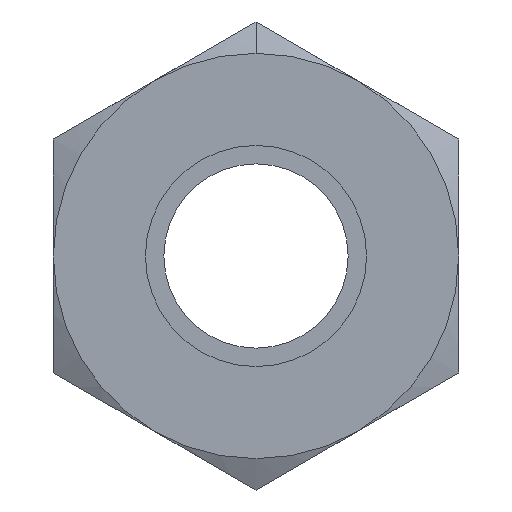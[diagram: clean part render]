
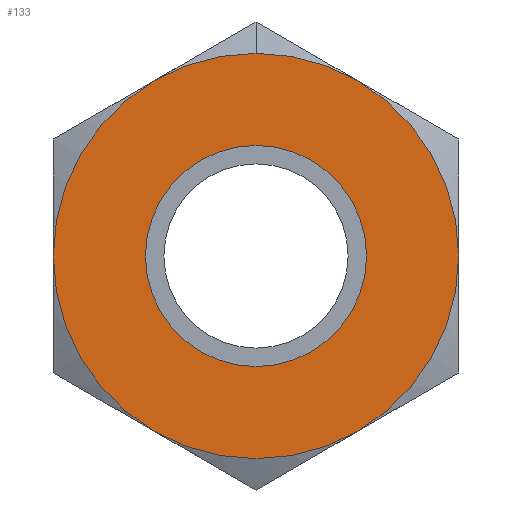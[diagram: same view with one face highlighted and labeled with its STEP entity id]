
A CAD part, front view. The second image highlights one B-rep face of the part: STEP entity #133.
In plain terms, the highlighted planar face has unit normal (0, -1, 0).
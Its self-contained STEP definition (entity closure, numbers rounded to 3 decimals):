
#14 = CARTESIAN_POINT ( 'NONE',  ( 0., 0., 1.5 ) ) ;
#61 = CIRCLE ( 'NONE', #761, 1.5 ) ;
#66 = EDGE_CURVE ( 'NONE', #451, #755, #147, .T. ) ;
#83 = AXIS2_PLACEMENT_3D ( 'NONE', #375, #986, #844 ) ;
#130 = AXIS2_PLACEMENT_3D ( 'NONE', #936, #928, #923 ) ;
#133 = ADVANCED_FACE ( 'NONE', ( #148, #141 ), #621, .F. ) ;
#141 = FACE_BOUND ( 'NONE', #438, .T. ) ;
#147 = CIRCLE ( 'NONE', #718, 2.75 ) ;
#148 = FACE_OUTER_BOUND ( 'NONE', #277, .T. ) ;
#152 = CIRCLE ( 'NONE', #83, 2.75 ) ;
#155 = CIRCLE ( 'NONE', #280, 2.75 ) ;
#181 = CIRCLE ( 'NONE', #887, 2.75 ) ;
#253 = CARTESIAN_POINT ( 'NONE',  ( 1.375, 0., 2.382 ) ) ;
#267 = VERTEX_POINT ( 'NONE', #585 ) ;
#277 = EDGE_LOOP ( 'NONE', ( #973, #398, #288, #852, #767, #330, #924 ) ) ;
#280 = AXIS2_PLACEMENT_3D ( 'NONE', #436, #441, #424 ) ;
#288 = ORIENTED_EDGE ( 'NONE', *, *, #839, .T. ) ;
#312 = CIRCLE ( 'NONE', #545, 2.75 ) ;
#330 = ORIENTED_EDGE ( 'NONE', *, *, #66, .T. ) ;
#333 = CARTESIAN_POINT ( 'NONE',  ( -2.75, 0., 0. ) ) ;
#350 = ORIENTED_EDGE ( 'NONE', *, *, #927, .F. ) ;
#375 = CARTESIAN_POINT ( 'NONE',  ( 0., 0., 0. ) ) ;
#376 = VERTEX_POINT ( 'NONE', #333 ) ;
#398 = ORIENTED_EDGE ( 'NONE', *, *, #652, .T. ) ;
#424 = DIRECTION ( 'NONE',  ( 0., 0., 1. ) ) ;
#436 = CARTESIAN_POINT ( 'NONE',  ( 0., 0., 0. ) ) ;
#438 = EDGE_LOOP ( 'NONE', ( #705, #350 ) ) ;
#441 = DIRECTION ( 'NONE',  ( 0., -1., 0. ) ) ;
#451 = VERTEX_POINT ( 'NONE', #253 ) ;
#457 = AXIS2_PLACEMENT_3D ( 'NONE', #889, #841, #957 ) ;
#515 = CARTESIAN_POINT ( 'NONE',  ( 0., 0., -1.5 ) ) ;
#522 = CARTESIAN_POINT ( 'NONE',  ( -1.5, 0., 0. ) ) ;
#545 = AXIS2_PLACEMENT_3D ( 'NONE', #902, #900, #884 ) ;
#557 = AXIS2_PLACEMENT_3D ( 'NONE', #522, #559, #558 ) ;
#558 = DIRECTION ( 'NONE',  ( 0., 0., 1. ) ) ;
#559 = DIRECTION ( 'NONE',  ( 0., 1., 0. ) ) ;
#580 = CARTESIAN_POINT ( 'NONE',  ( -1.375, 0., 2.382 ) ) ;
#585 = CARTESIAN_POINT ( 'NONE',  ( -1.375, 0., -2.382 ) ) ;
#596 = CIRCLE ( 'NONE', #130, 1.5 ) ;
#599 = DIRECTION ( 'NONE',  ( 0., 0., 1. ) ) ;
#619 = DIRECTION ( 'NONE',  ( 0., -1., 0. ) ) ;
#620 = DIRECTION ( 'NONE',  ( 0., 0., 1. ) ) ;
#621 = PLANE ( 'NONE',  #557 ) ;
#624 = CARTESIAN_POINT ( 'NONE',  ( 0., 0., 0. ) ) ;
#635 = CARTESIAN_POINT ( 'NONE',  ( 1.375, 0., -2.382 ) ) ;
#636 = VERTEX_POINT ( 'NONE', #14 ) ;
#638 = EDGE_CURVE ( 'NONE', #755, #965, #934, .T. ) ;
#652 = EDGE_CURVE ( 'NONE', #376, #267, #181, .T. ) ;
#659 = DIRECTION ( 'NONE',  ( 0., 0., -1. ) ) ;
#664 = DIRECTION ( 'NONE',  ( 0., -1., 0. ) ) ;
#668 = CARTESIAN_POINT ( 'NONE',  ( 0., 0., 0. ) ) ;
#691 = EDGE_CURVE ( 'NONE', #769, #636, #596, .T. ) ;
#705 = ORIENTED_EDGE ( 'NONE', *, *, #691, .F. ) ;
#713 = EDGE_CURVE ( 'NONE', #965, #376, #312, .T. ) ;
#718 = AXIS2_PLACEMENT_3D ( 'NONE', #624, #619, #620 ) ;
#727 = VERTEX_POINT ( 'NONE', #910 ) ;
#735 = EDGE_CURVE ( 'NONE', #937, #727, #152, .T. ) ;
#755 = VERTEX_POINT ( 'NONE', #816 ) ;
#761 = AXIS2_PLACEMENT_3D ( 'NONE', #668, #664, #659 ) ;
#767 = ORIENTED_EDGE ( 'NONE', *, *, #904, .T. ) ;
#769 = VERTEX_POINT ( 'NONE', #515 ) ;
#784 = DIRECTION ( 'NONE',  ( 0., 0., 1. ) ) ;
#786 = DIRECTION ( 'NONE',  ( 0., -1., 0. ) ) ;
#788 = CARTESIAN_POINT ( 'NONE',  ( 0., 0., 0. ) ) ;
#792 = AXIS2_PLACEMENT_3D ( 'NONE', #788, #786, #784 ) ;
#816 = CARTESIAN_POINT ( 'NONE',  ( 0., 0., 2.75 ) ) ;
#839 = EDGE_CURVE ( 'NONE', #267, #937, #155, .T. ) ;
#841 = DIRECTION ( 'NONE',  ( 0., -1., 0. ) ) ;
#844 = DIRECTION ( 'NONE',  ( 0., 0., 1. ) ) ;
#852 = ORIENTED_EDGE ( 'NONE', *, *, #735, .T. ) ;
#858 = CARTESIAN_POINT ( 'NONE',  ( 0., 0., 0. ) ) ;
#859 = DIRECTION ( 'NONE',  ( 0., -1., 0. ) ) ;
#879 = CIRCLE ( 'NONE', #792, 2.75 ) ;
#884 = DIRECTION ( 'NONE',  ( 0., 0., 1. ) ) ;
#887 = AXIS2_PLACEMENT_3D ( 'NONE', #858, #859, #599 ) ;
#889 = CARTESIAN_POINT ( 'NONE',  ( 0., 0., 0. ) ) ;
#900 = DIRECTION ( 'NONE',  ( 0., -1., 0. ) ) ;
#902 = CARTESIAN_POINT ( 'NONE',  ( 0., 0., 0. ) ) ;
#904 = EDGE_CURVE ( 'NONE', #727, #451, #879, .T. ) ;
#910 = CARTESIAN_POINT ( 'NONE',  ( 2.75, 0., 0. ) ) ;
#923 = DIRECTION ( 'NONE',  ( 0., 0., -1. ) ) ;
#924 = ORIENTED_EDGE ( 'NONE', *, *, #638, .T. ) ;
#927 = EDGE_CURVE ( 'NONE', #636, #769, #61, .T. ) ;
#928 = DIRECTION ( 'NONE',  ( 0., -1., 0. ) ) ;
#934 = CIRCLE ( 'NONE', #457, 2.75 ) ;
#936 = CARTESIAN_POINT ( 'NONE',  ( 0., 0., 0. ) ) ;
#937 = VERTEX_POINT ( 'NONE', #635 ) ;
#957 = DIRECTION ( 'NONE',  ( 0., 0., 1. ) ) ;
#965 = VERTEX_POINT ( 'NONE', #580 ) ;
#973 = ORIENTED_EDGE ( 'NONE', *, *, #713, .T. ) ;
#986 = DIRECTION ( 'NONE',  ( 0., -1., 0. ) ) ;
